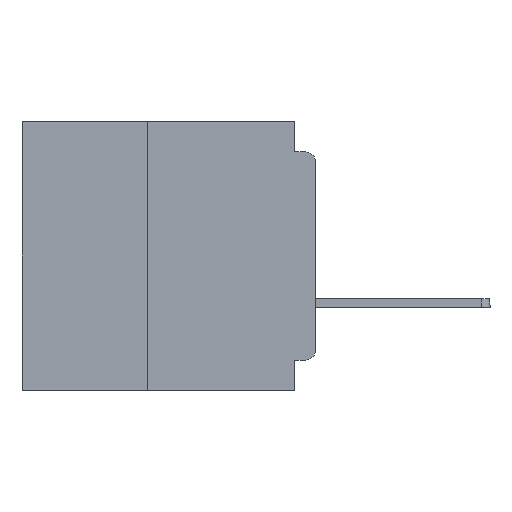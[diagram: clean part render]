
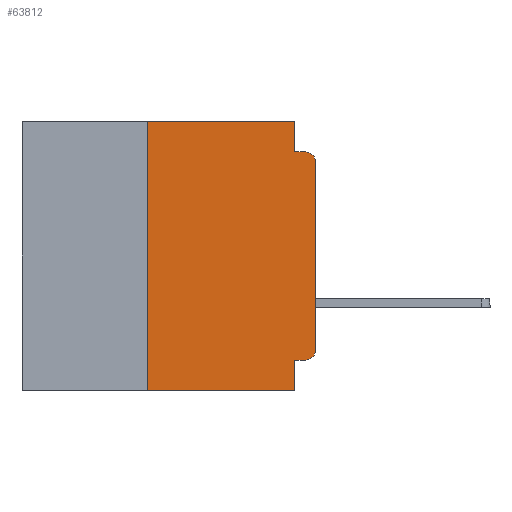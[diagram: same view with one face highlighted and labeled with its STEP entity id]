
A CAD part, left-side view. The second image highlights one B-rep face of the part: STEP entity #63812.
In plain terms, the highlighted planar face has unit normal (-1, 0, 0).
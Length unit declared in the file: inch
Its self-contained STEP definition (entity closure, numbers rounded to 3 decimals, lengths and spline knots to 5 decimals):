
#39 = CARTESIAN_POINT ( 'NONE',  ( 0., 0.437, 0. ) ) ;
#1507 = VERTEX_POINT ( 'NONE', #44091 ) ;
#2406 = CARTESIAN_POINT ( 'NONE',  ( 0., 0.015, -0.045 ) ) ;
#3935 = DIRECTION ( 'NONE',  ( 0., 0., 1. ) ) ;
#4380 = VERTEX_POINT ( 'NONE', #53058 ) ;
#5324 = ORIENTED_EDGE ( 'NONE', *, *, #60863, .T. ) ;
#5534 = DIRECTION ( 'NONE',  ( 1., 0., 0. ) ) ;
#5755 = CARTESIAN_POINT ( 'NONE',  ( 0., 0.015, -0.06 ) ) ;
#5972 = VECTOR ( 'NONE', #3935, 39.37008 ) ;
#8056 = CARTESIAN_POINT ( 'NONE',  ( 0., 0., -0.355 ) ) ;
#8676 = DIRECTION ( 'NONE',  ( -1., 0., 0. ) ) ;
#10089 = LINE ( 'NONE', #65711, #38196 ) ;
#11137 = DIRECTION ( 'NONE',  ( 0., 0., -1. ) ) ;
#11278 = VECTOR ( 'NONE', #50291, 39.37008 ) ;
#12457 = EDGE_CURVE ( 'NONE', #16327, #1507, #29495, .T. ) ;
#12857 = DIRECTION ( 'NONE',  ( 0., 0., -1. ) ) ;
#14492 = EDGE_CURVE ( 'NONE', #16327, #58204, #48126, .T. ) ;
#15125 = CARTESIAN_POINT ( 'NONE',  ( 0., 0.25, -0.4 ) ) ;
#15345 = ORIENTED_EDGE ( 'NONE', *, *, #48415, .F. ) ;
#16327 = VERTEX_POINT ( 'NONE', #15125 ) ;
#18604 = ORIENTED_EDGE ( 'NONE', *, *, #53167, .F. ) ;
#21973 = CARTESIAN_POINT ( 'NONE',  ( 0., 0.031, -0.045 ) ) ;
#23315 = CARTESIAN_POINT ( 'NONE',  ( 0., 0.031, -0.355 ) ) ;
#24530 = CARTESIAN_POINT ( 'NONE',  ( 0., 0.031, 0. ) ) ;
#25708 = LINE ( 'NONE', #66674, #51993 ) ;
#26692 = PLANE ( 'NONE',  #40117 ) ;
#28947 = DIRECTION ( 'NONE',  ( 0., 0., -1. ) ) ;
#29495 = LINE ( 'NONE', #60018, #64837 ) ;
#29524 = VERTEX_POINT ( 'NONE', #34268 ) ;
#33954 = VECTOR ( 'NONE', #53615, 39.37008 ) ;
#34268 = CARTESIAN_POINT ( 'NONE',  ( 0., 0., -0.06 ) ) ;
#35703 = ORIENTED_EDGE ( 'NONE', *, *, #12457, .T. ) ;
#36618 = ORIENTED_EDGE ( 'NONE', *, *, #51963, .T. ) ;
#37793 = CARTESIAN_POINT ( 'NONE',  ( 0., 0.437, 0. ) ) ;
#37845 = VECTOR ( 'NONE', #39903, 39.37008 ) ;
#38196 = VECTOR ( 'NONE', #28947, 39.37008 ) ;
#39674 = LINE ( 'NONE', #60295, #56955 ) ;
#39903 = DIRECTION ( 'NONE',  ( 0., 0., 1. ) ) ;
#40117 = AXIS2_PLACEMENT_3D ( 'NONE', #39, #5534, #42541 ) ;
#40350 = CARTESIAN_POINT ( 'NONE',  ( 0., 0.015, -0.34 ) ) ;
#40457 = DIRECTION ( 'NONE',  ( 0., -1., 0. ) ) ;
#40609 = VERTEX_POINT ( 'NONE', #65287 ) ;
#41586 = EDGE_CURVE ( 'NONE', #58204, #51401, #52852, .T. ) ;
#41732 = EDGE_CURVE ( 'NONE', #51401, #42814, #39674, .T. ) ;
#42541 = DIRECTION ( 'NONE',  ( 0., 0., -1. ) ) ;
#42762 = DIRECTION ( 'NONE',  ( -1., 0., 0. ) ) ;
#42814 = VERTEX_POINT ( 'NONE', #21973 ) ;
#44091 = CARTESIAN_POINT ( 'NONE',  ( 0., 0.031, -0.4 ) ) ;
#44224 = ORIENTED_EDGE ( 'NONE', *, *, #68028, .T. ) ;
#45636 = DIRECTION ( 'NONE',  ( 0., 0., -1. ) ) ;
#48126 = LINE ( 'NONE', #61859, #5972 ) ;
#48415 = EDGE_CURVE ( 'NONE', #42814, #54231, #25708, .T. ) ;
#49038 = ORIENTED_EDGE ( 'NONE', *, *, #58578, .F. ) ;
#49313 = CIRCLE ( 'NONE', #53597, 0.015 ) ;
#49441 = DIRECTION ( 'NONE',  ( 0., -1., 0. ) ) ;
#50291 = DIRECTION ( 'NONE',  ( 0., 1., 0. ) ) ;
#51052 = EDGE_LOOP ( 'NONE', ( #44224, #5324, #15345, #61847, #51221, #54461, #35703, #49038, #18604, #36618 ) ) ;
#51180 = VERTEX_POINT ( 'NONE', #23315 ) ;
#51221 = ORIENTED_EDGE ( 'NONE', *, *, #41586, .F. ) ;
#51401 = VERTEX_POINT ( 'NONE', #24530 ) ;
#51798 = LINE ( 'NONE', #55530, #37845 ) ;
#51963 = EDGE_CURVE ( 'NONE', #4380, #40609, #49313, .T. ) ;
#51993 = VECTOR ( 'NONE', #40457, 39.37008 ) ;
#52145 = CARTESIAN_POINT ( 'NONE',  ( 0., 0.25, 0. ) ) ;
#52852 = LINE ( 'NONE', #37793, #33954 ) ;
#53058 = CARTESIAN_POINT ( 'NONE',  ( 0., 0.015, -0.355 ) ) ;
#53167 = EDGE_CURVE ( 'NONE', #4380, #51180, #56625, .T. ) ;
#53597 = AXIS2_PLACEMENT_3D ( 'NONE', #40350, #8676, #45636 ) ;
#53615 = DIRECTION ( 'NONE',  ( 0., -1., 0. ) ) ;
#54231 = VERTEX_POINT ( 'NONE', #2406 ) ;
#54461 = ORIENTED_EDGE ( 'NONE', *, *, #14492, .F. ) ;
#55530 = CARTESIAN_POINT ( 'NONE',  ( 0., 0., 0. ) ) ;
#56625 = LINE ( 'NONE', #8056, #11278 ) ;
#56955 = VECTOR ( 'NONE', #12857, 39.37008 ) ;
#58204 = VERTEX_POINT ( 'NONE', #52145 ) ;
#58578 = EDGE_CURVE ( 'NONE', #51180, #1507, #10089, .T. ) ;
#60018 = CARTESIAN_POINT ( 'NONE',  ( 0., 0.437, -0.4 ) ) ;
#60295 = CARTESIAN_POINT ( 'NONE',  ( 0., 0.031, 0. ) ) ;
#60863 = EDGE_CURVE ( 'NONE', #29524, #54231, #60903, .T. ) ;
#60903 = CIRCLE ( 'NONE', #66866, 0.015 ) ;
#61847 = ORIENTED_EDGE ( 'NONE', *, *, #41732, .F. ) ;
#61859 = CARTESIAN_POINT ( 'NONE',  ( 0., 0.25, -0.4 ) ) ;
#63812 = ADVANCED_FACE ( 'NONE', ( #66168 ), #26692, .F. ) ;
#64837 = VECTOR ( 'NONE', #49441, 39.37008 ) ;
#65287 = CARTESIAN_POINT ( 'NONE',  ( 0., 0., -0.34 ) ) ;
#65711 = CARTESIAN_POINT ( 'NONE',  ( 0., 0.031, -0.4 ) ) ;
#66168 = FACE_OUTER_BOUND ( 'NONE', #51052, .T. ) ;
#66674 = CARTESIAN_POINT ( 'NONE',  ( 0., 0., -0.045 ) ) ;
#66866 = AXIS2_PLACEMENT_3D ( 'NONE', #5755, #42762, #11137 ) ;
#68028 = EDGE_CURVE ( 'NONE', #40609, #29524, #51798, .T. ) ;
